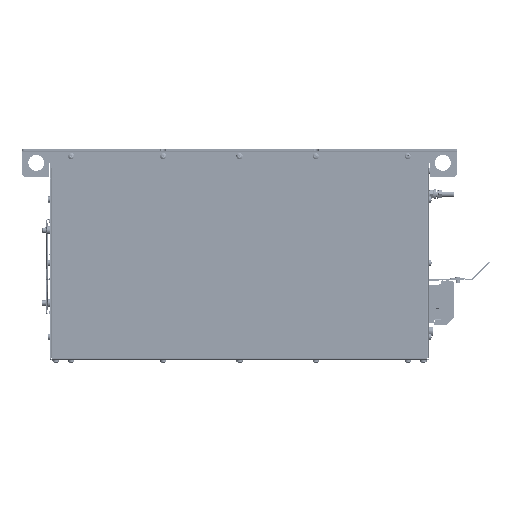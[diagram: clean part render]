
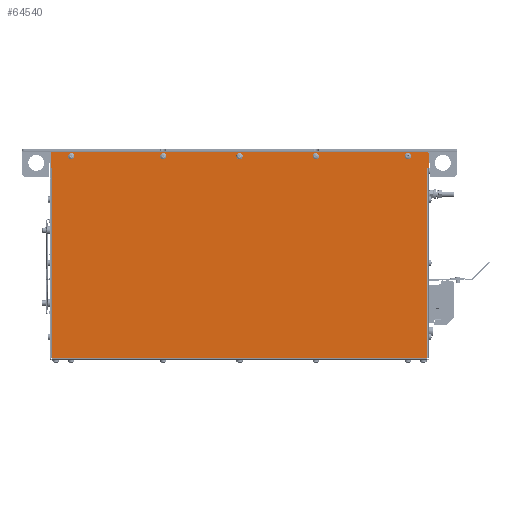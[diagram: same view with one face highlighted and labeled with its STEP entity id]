
A CAD part, front view. The second image highlights one B-rep face of the part: STEP entity #64540.
In plain terms, the highlighted face is planar.
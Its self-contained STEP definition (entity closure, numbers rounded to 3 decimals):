
#3317=FACE_BOUND('',#9622,.T.);
#3318=FACE_BOUND('',#9623,.T.);
#3319=FACE_BOUND('',#9624,.T.);
#3320=FACE_BOUND('',#9625,.T.);
#3321=FACE_BOUND('',#9626,.T.);
#4194=PLANE('',#68079);
#6120=FACE_OUTER_BOUND('',#9621,.T.);
#9621=EDGE_LOOP('',(#45363,#45364,#45365,#45366,#45367,#45368,#45369,#45370,
#45371,#45372,#45373,#45374,#45375,#45376,#45377,#45378));
#9622=EDGE_LOOP('',(#45379));
#9623=EDGE_LOOP('',(#45380));
#9624=EDGE_LOOP('',(#45381));
#9625=EDGE_LOOP('',(#45382));
#9626=EDGE_LOOP('',(#45383));
#13898=LINE('',#93564,#19673);
#13913=LINE('',#93601,#19688);
#13917=LINE('',#93609,#19692);
#13920=LINE('',#93614,#19695);
#13922=LINE('',#93618,#19697);
#13925=LINE('',#93624,#19700);
#13926=LINE('',#93626,#19701);
#13927=LINE('',#93628,#19702);
#13928=LINE('',#93630,#19703);
#13929=LINE('',#93632,#19704);
#13930=LINE('',#93634,#19705);
#13931=LINE('',#93636,#19706);
#13932=LINE('',#93638,#19707);
#13933=LINE('',#93642,#19708);
#19673=VECTOR('',#74717,299.);
#19688=VECTOR('',#74756,2.5);
#19692=VECTOR('',#74762,0.5);
#19695=VECTOR('',#74767,1.);
#19697=VECTOR('',#74771,22.);
#19700=VECTOR('',#74776,0.5);
#19701=VECTOR('',#74777,591.);
#19702=VECTOR('',#74778,0.5);
#19703=VECTOR('',#74779,299.);
#19704=VECTOR('',#74780,0.5);
#19705=VECTOR('',#74781,1.);
#19706=VECTOR('',#74782,2.5);
#19707=VECTOR('',#74783,22.);
#19708=VECTOR('',#74786,591.);
#25487=CIRCLE('',#68080,2.);
#25488=CIRCLE('',#68081,2.);
#25489=CIRCLE('',#68082,3.25);
#25490=CIRCLE('',#68083,3.25);
#25491=CIRCLE('',#68084,3.25);
#25492=CIRCLE('',#68085,3.25);
#25493=CIRCLE('',#68086,3.25);
#28566=VERTEX_POINT('',#93561);
#28567=VERTEX_POINT('',#93563);
#28576=VERTEX_POINT('',#93599);
#28577=VERTEX_POINT('',#93600);
#28580=VERTEX_POINT('',#93608);
#28582=VERTEX_POINT('',#93617);
#28584=VERTEX_POINT('',#93623);
#28585=VERTEX_POINT('',#93625);
#28586=VERTEX_POINT('',#93627);
#28587=VERTEX_POINT('',#93629);
#28588=VERTEX_POINT('',#93631);
#28589=VERTEX_POINT('',#93633);
#28590=VERTEX_POINT('',#93635);
#28591=VERTEX_POINT('',#93637);
#28592=VERTEX_POINT('',#93639);
#28593=VERTEX_POINT('',#93641);
#28594=VERTEX_POINT('',#93644);
#28595=VERTEX_POINT('',#93646);
#28596=VERTEX_POINT('',#93648);
#28597=VERTEX_POINT('',#93650);
#28598=VERTEX_POINT('',#93652);
#35391=EDGE_CURVE('',#28567,#28566,#13898,.T.);
#35409=EDGE_CURVE('',#28576,#28577,#13913,.T.);
#35413=EDGE_CURVE('',#28580,#28567,#13917,.T.);
#35416=EDGE_CURVE('',#28577,#28580,#13920,.T.);
#35418=EDGE_CURVE('',#28582,#28576,#13922,.T.);
#35421=EDGE_CURVE('',#28566,#28584,#13925,.T.);
#35422=EDGE_CURVE('',#28584,#28585,#13926,.T.);
#35423=EDGE_CURVE('',#28585,#28586,#13927,.T.);
#35424=EDGE_CURVE('',#28586,#28587,#13928,.T.);
#35425=EDGE_CURVE('',#28587,#28588,#13929,.T.);
#35426=EDGE_CURVE('',#28588,#28589,#13930,.T.);
#35427=EDGE_CURVE('',#28589,#28590,#13931,.T.);
#35428=EDGE_CURVE('',#28590,#28591,#13932,.T.);
#35429=EDGE_CURVE('',#28592,#28591,#25487,.T.);
#35430=EDGE_CURVE('',#28592,#28593,#13933,.T.);
#35431=EDGE_CURVE('',#28582,#28593,#25488,.T.);
#35432=EDGE_CURVE('',#28594,#28594,#25489,.T.);
#35433=EDGE_CURVE('',#28595,#28595,#25490,.T.);
#35434=EDGE_CURVE('',#28596,#28596,#25491,.T.);
#35435=EDGE_CURVE('',#28597,#28597,#25492,.T.);
#35436=EDGE_CURVE('',#28598,#28598,#25493,.T.);
#45363=ORIENTED_EDGE('',*,*,#35409,.T.);
#45364=ORIENTED_EDGE('',*,*,#35416,.T.);
#45365=ORIENTED_EDGE('',*,*,#35413,.T.);
#45366=ORIENTED_EDGE('',*,*,#35391,.T.);
#45367=ORIENTED_EDGE('',*,*,#35421,.T.);
#45368=ORIENTED_EDGE('',*,*,#35422,.T.);
#45369=ORIENTED_EDGE('',*,*,#35423,.T.);
#45370=ORIENTED_EDGE('',*,*,#35424,.T.);
#45371=ORIENTED_EDGE('',*,*,#35425,.T.);
#45372=ORIENTED_EDGE('',*,*,#35426,.T.);
#45373=ORIENTED_EDGE('',*,*,#35427,.T.);
#45374=ORIENTED_EDGE('',*,*,#35428,.T.);
#45375=ORIENTED_EDGE('',*,*,#35429,.F.);
#45376=ORIENTED_EDGE('',*,*,#35430,.T.);
#45377=ORIENTED_EDGE('',*,*,#35431,.F.);
#45378=ORIENTED_EDGE('',*,*,#35418,.T.);
#45379=ORIENTED_EDGE('',*,*,#35432,.T.);
#45380=ORIENTED_EDGE('',*,*,#35433,.T.);
#45381=ORIENTED_EDGE('',*,*,#35434,.T.);
#45382=ORIENTED_EDGE('',*,*,#35435,.T.);
#45383=ORIENTED_EDGE('',*,*,#35436,.T.);
#64540=ADVANCED_FACE('',(#6120,#3317,#3318,#3319,#3320,#3321),#4194,.F.);
#68079=AXIS2_PLACEMENT_3D('',#93622,#74774,#74775);
#68080=AXIS2_PLACEMENT_3D('',#93640,#74784,#74785);
#68081=AXIS2_PLACEMENT_3D('',#93643,#74787,#74788);
#68082=AXIS2_PLACEMENT_3D('',#93645,#74789,#74790);
#68083=AXIS2_PLACEMENT_3D('',#93647,#74791,#74792);
#68084=AXIS2_PLACEMENT_3D('',#93649,#74793,#74794);
#68085=AXIS2_PLACEMENT_3D('',#93651,#74795,#74796);
#68086=AXIS2_PLACEMENT_3D('',#93653,#74797,#74798);
#74717=DIRECTION('',(0.,1.,0.));
#74756=DIRECTION('',(1.,0.,0.));
#74762=DIRECTION('',(-1.,0.,0.));
#74767=DIRECTION('',(0.,1.,0.));
#74771=DIRECTION('',(0.,1.,0.));
#74774=DIRECTION('center_axis',(0.,0.,1.));
#74775=DIRECTION('ref_axis',(1.,0.,0.));
#74776=DIRECTION('',(0.,1.,0.));
#74777=DIRECTION('',(1.,0.,0.));
#74778=DIRECTION('',(0.,-1.,0.));
#74779=DIRECTION('',(0.,-1.,0.));
#74780=DIRECTION('',(-1.,0.,0.));
#74781=DIRECTION('',(0.,-1.,0.));
#74782=DIRECTION('',(1.,0.,0.));
#74783=DIRECTION('',(0.,-1.,0.));
#74784=DIRECTION('center_axis',(0.,0.,1.));
#74785=DIRECTION('ref_axis',(0.707,-0.707,0.));
#74786=DIRECTION('',(-1.,0.,0.));
#74787=DIRECTION('center_axis',(0.,0.,1.));
#74788=DIRECTION('ref_axis',(-0.707,-0.707,0.));
#74789=DIRECTION('center_axis',(0.,0.,1.));
#74790=DIRECTION('ref_axis',(-1.,0.,0.));
#74791=DIRECTION('center_axis',(0.,0.,1.));
#74792=DIRECTION('ref_axis',(-1.,0.,0.));
#74793=DIRECTION('center_axis',(0.,0.,1.));
#74794=DIRECTION('ref_axis',(-1.,0.,0.));
#74795=DIRECTION('center_axis',(0.,0.,1.));
#74796=DIRECTION('ref_axis',(-1.,0.,0.));
#74797=DIRECTION('center_axis',(0.,0.,1.));
#74798=DIRECTION('ref_axis',(-1.,0.,0.));
#93561=CARTESIAN_POINT('',(-295.5,160.75,0.));
#93563=CARTESIAN_POINT('',(-295.5,-138.25,0.));
#93564=CARTESIAN_POINT('',(-295.5,80.375,0.));
#93599=CARTESIAN_POINT('',(-297.5,-139.25,0.));
#93600=CARTESIAN_POINT('',(-295.,-139.25,0.));
#93601=CARTESIAN_POINT('',(-147.5,-139.25,0.));
#93608=CARTESIAN_POINT('',(-295.,-138.25,0.));
#93609=CARTESIAN_POINT('',(-148.75,-138.25,0.));
#93614=CARTESIAN_POINT('',(-295.,-69.125,0.));
#93617=CARTESIAN_POINT('',(-297.5,-161.25,0.));
#93618=CARTESIAN_POINT('',(-297.5,-163.25,0.));
#93622=CARTESIAN_POINT('Origin',(0.,0.,0.));
#93623=CARTESIAN_POINT('',(-295.5,161.25,0.));
#93624=CARTESIAN_POINT('',(-295.5,80.375,0.));
#93625=CARTESIAN_POINT('',(295.5,161.25,0.));
#93626=CARTESIAN_POINT('',(-147.75,161.25,0.));
#93627=CARTESIAN_POINT('',(295.5,160.75,0.));
#93628=CARTESIAN_POINT('',(295.5,81.625,0.));
#93629=CARTESIAN_POINT('',(295.5,-138.25,0.));
#93630=CARTESIAN_POINT('',(295.5,81.625,0.));
#93631=CARTESIAN_POINT('',(295.,-138.25,0.));
#93632=CARTESIAN_POINT('',(148.75,-138.25,0.));
#93633=CARTESIAN_POINT('',(295.,-139.25,0.));
#93634=CARTESIAN_POINT('',(295.,-69.125,0.));
#93635=CARTESIAN_POINT('',(297.5,-139.25,0.));
#93636=CARTESIAN_POINT('',(147.5,-139.25,0.));
#93637=CARTESIAN_POINT('',(297.5,-161.25,0.));
#93638=CARTESIAN_POINT('',(297.5,163.25,0.));
#93639=CARTESIAN_POINT('',(295.5,-163.25,0.));
#93640=CARTESIAN_POINT('Origin',(295.5,-161.25,0.));
#93641=CARTESIAN_POINT('',(-295.5,-163.25,0.));
#93642=CARTESIAN_POINT('',(297.5,-163.25,0.));
#93643=CARTESIAN_POINT('Origin',(-295.5,-161.25,0.));
#93644=CARTESIAN_POINT('',(261.75,-157.25,0.));
#93645=CARTESIAN_POINT('Origin',(265.,-157.25,0.));
#93646=CARTESIAN_POINT('',(116.75,-157.25,0.));
#93647=CARTESIAN_POINT('Origin',(120.,-157.25,0.));
#93648=CARTESIAN_POINT('',(-3.25,-157.25,0.));
#93649=CARTESIAN_POINT('Origin',(0.,-157.25,0.));
#93650=CARTESIAN_POINT('',(-123.25,-157.25,0.));
#93651=CARTESIAN_POINT('Origin',(-120.,-157.25,0.));
#93652=CARTESIAN_POINT('',(-268.25,-157.25,0.));
#93653=CARTESIAN_POINT('Origin',(-265.,-157.25,0.));
